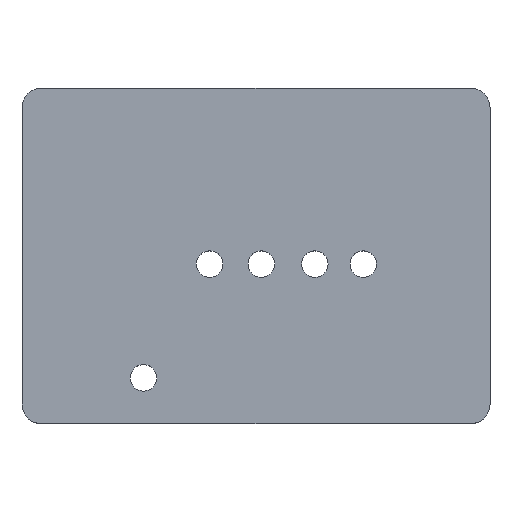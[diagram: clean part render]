
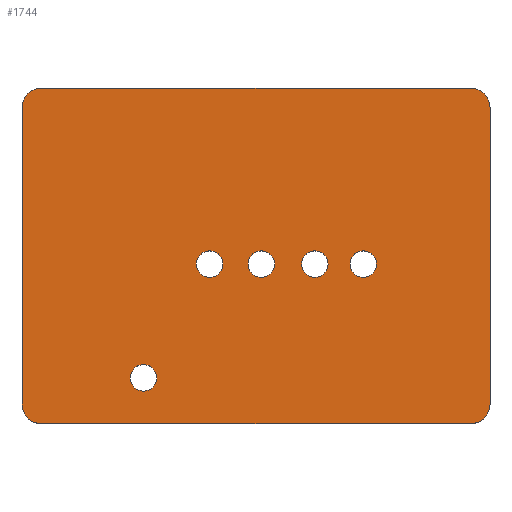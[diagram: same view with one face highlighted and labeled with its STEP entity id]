
A CAD part, top view. The second image highlights one B-rep face of the part: STEP entity #1744.
In plain terms, the highlighted planar face has unit normal (0, 0, 1).
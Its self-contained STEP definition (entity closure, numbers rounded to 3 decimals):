
#732=CARTESIAN_POINT('',(287.9,45.4,-8.));
#733=VERTEX_POINT('',#732);
#740=CARTESIAN_POINT('',(287.9,0.6,-8.));
#741=VERTEX_POINT('',#740);
#742=CARTESIAN_POINT('',(287.9,45.4,-8.));
#743=DIRECTION('',(0.,-1.,0.));
#744=VECTOR('',#743,44.8);
#745=LINE('',#742,#744);
#746=EDGE_CURVE('',#733,#741,#745,.T.);
#803=CARTESIAN_POINT('',(220.1,48.4,-8.));
#804=VERTEX_POINT('',#803);
#805=CARTESIAN_POINT('',(284.9,48.4,-8.));
#806=VERTEX_POINT('',#805);
#807=CARTESIAN_POINT('',(220.1,48.4,-8.));
#808=DIRECTION('',(1.,0.,0.));
#809=VECTOR('',#808,64.8);
#810=LINE('',#807,#809);
#811=EDGE_CURVE('',#804,#806,#810,.T.);
#936=CARTESIAN_POINT('',(217.1,0.6,-8.));
#937=VERTEX_POINT('',#936);
#944=CARTESIAN_POINT('',(217.1,45.4,-8.));
#945=VERTEX_POINT('',#944);
#946=CARTESIAN_POINT('',(217.1,0.6,-8.));
#947=DIRECTION('',(0.,1.,0.));
#948=VECTOR('',#947,44.8);
#949=LINE('',#946,#948);
#950=EDGE_CURVE('',#937,#945,#949,.T.);
#990=CARTESIAN_POINT('',(284.9,-2.4,-8.));
#991=VERTEX_POINT('',#990);
#992=CARTESIAN_POINT('',(220.1,-2.4,-8.));
#993=VERTEX_POINT('',#992);
#994=CARTESIAN_POINT('',(284.9,-2.4,-8.));
#995=DIRECTION('',(-1.,-0.,0.));
#996=VECTOR('',#995,64.8);
#997=LINE('',#994,#996);
#998=EDGE_CURVE('',#991,#993,#997,.T.);
#1650=CARTESIAN_POINT('',(0.,0.,-8.));
#1651=DIRECTION('',(0.,0.,1.));
#1652=DIRECTION('',(1.,0.,0.));
#1653=AXIS2_PLACEMENT_3D('',#1650,#1651,#1652);
#1654=PLANE('',#1653);
#1655=CARTESIAN_POINT('',(237.48,4.543,-8.));
#1656=VERTEX_POINT('',#1655);
#1657=CARTESIAN_POINT('',(235.48,4.543,-8.));
#1658=DIRECTION('',(0.,0.,1.));
#1659=DIRECTION('',(1.,0.,-0.));
#1660=AXIS2_PLACEMENT_3D('',#1657,#1658,#1659);
#1661=CIRCLE('',#1660,2.);
#1662=EDGE_CURVE('',#1656,#1656,#1661,.T.);
#1663=ORIENTED_EDGE('',*,*,#1662,.F.);
#1664=EDGE_LOOP('',(#1663));
#1665=FACE_BOUND('',#1664,.T.);
#1666=CARTESIAN_POINT('',(270.732,21.762,-8.));
#1667=VERTEX_POINT('',#1666);
#1668=CARTESIAN_POINT('',(268.732,21.762,-8.));
#1669=DIRECTION('',(0.,0.,1.));
#1670=DIRECTION('',(1.,0.,-0.));
#1671=AXIS2_PLACEMENT_3D('',#1668,#1669,#1670);
#1672=CIRCLE('',#1671,2.);
#1673=EDGE_CURVE('',#1667,#1667,#1672,.T.);
#1674=ORIENTED_EDGE('',*,*,#1673,.F.);
#1675=EDGE_LOOP('',(#1674));
#1676=FACE_BOUND('',#1675,.T.);
#1677=CARTESIAN_POINT('',(263.398,21.762,-8.));
#1678=VERTEX_POINT('',#1677);
#1679=CARTESIAN_POINT('',(261.398,21.762,-8.));
#1680=DIRECTION('',(0.,0.,1.));
#1681=DIRECTION('',(1.,0.,-0.));
#1682=AXIS2_PLACEMENT_3D('',#1679,#1680,#1681);
#1683=CIRCLE('',#1682,2.);
#1684=EDGE_CURVE('',#1678,#1678,#1683,.T.);
#1685=ORIENTED_EDGE('',*,*,#1684,.F.);
#1686=EDGE_LOOP('',(#1685));
#1687=FACE_BOUND('',#1686,.T.);
#1688=CARTESIAN_POINT('',(255.31,21.762,-8.));
#1689=VERTEX_POINT('',#1688);
#1690=CARTESIAN_POINT('',(253.31,21.762,-8.));
#1691=DIRECTION('',(0.,0.,1.));
#1692=DIRECTION('',(1.,0.,-0.));
#1693=AXIS2_PLACEMENT_3D('',#1690,#1691,#1692);
#1694=CIRCLE('',#1693,2.);
#1695=EDGE_CURVE('',#1689,#1689,#1694,.T.);
#1696=ORIENTED_EDGE('',*,*,#1695,.F.);
#1697=EDGE_LOOP('',(#1696));
#1698=FACE_BOUND('',#1697,.T.);
#1699=CARTESIAN_POINT('',(247.48,21.762,-8.));
#1700=VERTEX_POINT('',#1699);
#1701=CARTESIAN_POINT('',(245.48,21.762,-8.));
#1702=DIRECTION('',(0.,0.,1.));
#1703=DIRECTION('',(1.,0.,-0.));
#1704=AXIS2_PLACEMENT_3D('',#1701,#1702,#1703);
#1705=CIRCLE('',#1704,2.);
#1706=EDGE_CURVE('',#1700,#1700,#1705,.T.);
#1707=ORIENTED_EDGE('',*,*,#1706,.F.);
#1708=EDGE_LOOP('',(#1707));
#1709=FACE_BOUND('',#1708,.T.);
#1710=ORIENTED_EDGE('',*,*,#746,.F.);
#1711=CARTESIAN_POINT('',(284.9,45.4,-8.));
#1712=DIRECTION('',(0.,0.,1.));
#1713=DIRECTION('',(1.,0.,-0.));
#1714=AXIS2_PLACEMENT_3D('',#1711,#1712,#1713);
#1715=CIRCLE('',#1714,3.);
#1716=EDGE_CURVE('',#733,#806,#1715,.T.);
#1717=ORIENTED_EDGE('',*,*,#1716,.T.);
#1718=ORIENTED_EDGE('',*,*,#811,.F.);
#1719=CARTESIAN_POINT('',(220.1,45.4,-8.));
#1720=DIRECTION('',(0.,0.,1.));
#1721=DIRECTION('',(1.,0.,-0.));
#1722=AXIS2_PLACEMENT_3D('',#1719,#1720,#1721);
#1723=CIRCLE('',#1722,3.);
#1724=EDGE_CURVE('',#804,#945,#1723,.T.);
#1725=ORIENTED_EDGE('',*,*,#1724,.T.);
#1726=ORIENTED_EDGE('',*,*,#950,.F.);
#1727=CARTESIAN_POINT('',(220.1,0.6,-8.));
#1728=DIRECTION('',(0.,0.,1.));
#1729=DIRECTION('',(1.,0.,-0.));
#1730=AXIS2_PLACEMENT_3D('',#1727,#1728,#1729);
#1731=CIRCLE('',#1730,3.);
#1732=EDGE_CURVE('',#937,#993,#1731,.T.);
#1733=ORIENTED_EDGE('',*,*,#1732,.T.);
#1734=ORIENTED_EDGE('',*,*,#998,.F.);
#1735=CARTESIAN_POINT('',(284.9,0.6,-8.));
#1736=DIRECTION('',(0.,0.,1.));
#1737=DIRECTION('',(1.,0.,-0.));
#1738=AXIS2_PLACEMENT_3D('',#1735,#1736,#1737);
#1739=CIRCLE('',#1738,3.);
#1740=EDGE_CURVE('',#991,#741,#1739,.T.);
#1741=ORIENTED_EDGE('',*,*,#1740,.T.);
#1742=EDGE_LOOP('',(#1710,#1717,#1718,#1725,#1726,#1733,#1734,#1741));
#1743=FACE_BOUND('',#1742,.T.);
#1744=ADVANCED_FACE('',(#1665,#1676,#1687,#1698,#1709,#1743),#1654,.T.);
